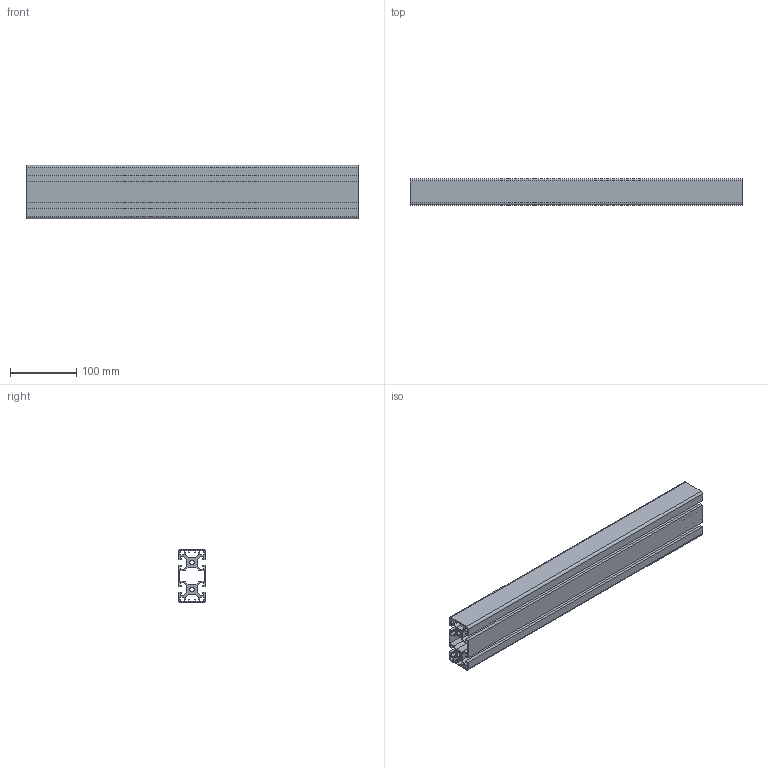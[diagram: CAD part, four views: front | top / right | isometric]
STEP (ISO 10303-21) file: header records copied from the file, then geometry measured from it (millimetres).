
FILE_DESCRIPTION (( 'STEP AP214' ), '1' );
FILE_NAME ('RP1331 8 80x40 Light 2N180.STEP', '2026-02-13T10:27:58', ( '' ), ( '' ), 'SwSTEP 2.0', 'SolidWorks 2026', '' );
FILE_SCHEMA (( 'AUTOMOTIVE_DESIGN' ));
Length unit declared in the file: millimetre
Products named in the file (1): RP1331 8 80x40 Light 2N180
Bounding box: 500 x 40 x 80 mm (x, y, z)
Volume: 534181.4 mm3; surface area: 416204.7 mm2
Topology: 1 solids, 1 shells, 142 faces, 420 edges, 280 vertices
Faces by surface type: plane 118, cylinder 24
Entity records: 4751 total; most frequent: CARTESIAN_POINT 843, ORIENTED_EDGE 840, DIRECTION 754, EDGE_CURVE 420, LINE 372, VECTOR 372, VERTEX_POINT 280, AXIS2_PLACEMENT_3D 191
